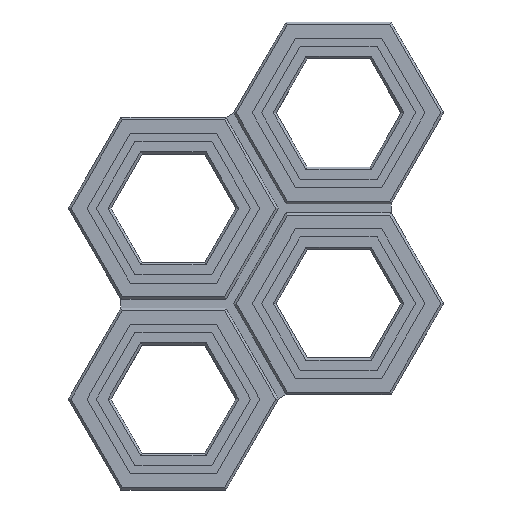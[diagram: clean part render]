
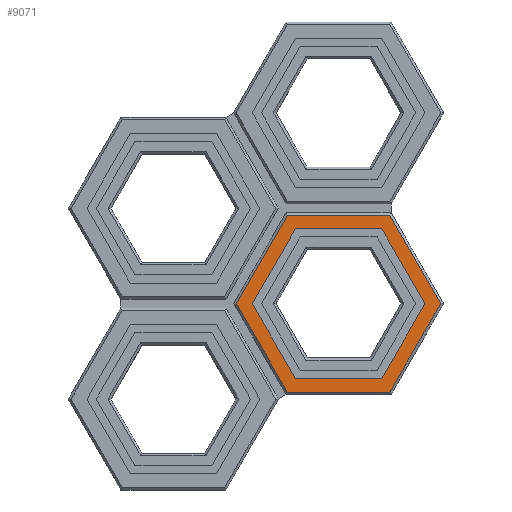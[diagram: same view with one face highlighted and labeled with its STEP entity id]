
A CAD part, top view. The second image highlights one B-rep face of the part: STEP entity #9071.
In plain terms, the highlighted planar face has unit normal (0, 0, 1).
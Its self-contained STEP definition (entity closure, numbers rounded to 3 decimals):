
#93=FACE_BOUND('',#680,.T.);
#205=FACE_OUTER_BOUND('',#679,.T.);
#679=EDGE_LOOP('',(#6225,#6226,#6227,#6228,#6229,#6230));
#680=EDGE_LOOP('',(#6231,#6232,#6233,#6234,#6235,#6236));
#1265=LINE('',#12635,#2553);
#1269=LINE('',#12643,#2557);
#1272=LINE('',#12649,#2560);
#1275=LINE('',#12655,#2563);
#1278=LINE('',#12661,#2566);
#1281=LINE('',#12666,#2569);
#1313=LINE('',#12733,#2601);
#1314=LINE('',#12735,#2602);
#1315=LINE('',#12737,#2603);
#1316=LINE('',#12739,#2604);
#1317=LINE('',#12741,#2605);
#1318=LINE('',#12742,#2606);
#2553=VECTOR('',#10261,10.);
#2557=VECTOR('',#10267,10.);
#2560=VECTOR('',#10272,10.);
#2563=VECTOR('',#10277,10.);
#2566=VECTOR('',#10282,10.);
#2569=VECTOR('',#10287,10.);
#2601=VECTOR('',#10349,10.);
#2602=VECTOR('',#10350,10.);
#2603=VECTOR('',#10351,10.);
#2604=VECTOR('',#10352,10.);
#2605=VECTOR('',#10353,10.);
#2606=VECTOR('',#10354,10.);
#3793=VERTEX_POINT('',#12633);
#3794=VERTEX_POINT('',#12634);
#3797=VERTEX_POINT('',#12642);
#3799=VERTEX_POINT('',#12648);
#3801=VERTEX_POINT('',#12654);
#3803=VERTEX_POINT('',#12660);
#3823=VERTEX_POINT('',#12731);
#3824=VERTEX_POINT('',#12732);
#3825=VERTEX_POINT('',#12734);
#3826=VERTEX_POINT('',#12736);
#3827=VERTEX_POINT('',#12738);
#3828=VERTEX_POINT('',#12740);
#4699=EDGE_CURVE('',#3793,#3794,#1265,.T.);
#4703=EDGE_CURVE('',#3797,#3793,#1269,.T.);
#4706=EDGE_CURVE('',#3799,#3797,#1272,.T.);
#4709=EDGE_CURVE('',#3801,#3799,#1275,.T.);
#4712=EDGE_CURVE('',#3803,#3801,#1278,.T.);
#4715=EDGE_CURVE('',#3794,#3803,#1281,.T.);
#4747=EDGE_CURVE('',#3823,#3824,#1313,.T.);
#4748=EDGE_CURVE('',#3825,#3823,#1314,.T.);
#4749=EDGE_CURVE('',#3826,#3825,#1315,.T.);
#4750=EDGE_CURVE('',#3827,#3826,#1316,.T.);
#4751=EDGE_CURVE('',#3828,#3827,#1317,.T.);
#4752=EDGE_CURVE('',#3824,#3828,#1318,.T.);
#6225=ORIENTED_EDGE('',*,*,#4747,.F.);
#6226=ORIENTED_EDGE('',*,*,#4748,.F.);
#6227=ORIENTED_EDGE('',*,*,#4749,.F.);
#6228=ORIENTED_EDGE('',*,*,#4750,.F.);
#6229=ORIENTED_EDGE('',*,*,#4751,.F.);
#6230=ORIENTED_EDGE('',*,*,#4752,.F.);
#6231=ORIENTED_EDGE('',*,*,#4699,.T.);
#6232=ORIENTED_EDGE('',*,*,#4715,.T.);
#6233=ORIENTED_EDGE('',*,*,#4712,.T.);
#6234=ORIENTED_EDGE('',*,*,#4709,.T.);
#6235=ORIENTED_EDGE('',*,*,#4706,.T.);
#6236=ORIENTED_EDGE('',*,*,#4703,.T.);
#8627=PLANE('',#9553);
#9071=ADVANCED_FACE('',(#205,#93),#8627,.T.);
#9553=AXIS2_PLACEMENT_3D('',#12730,#10347,#10348);
#10261=DIRECTION('',(0.5,0.866,0.));
#10267=DIRECTION('',(-0.5,0.866,0.));
#10272=DIRECTION('',(-1.,0.,0.));
#10277=DIRECTION('',(-0.5,-0.866,0.));
#10282=DIRECTION('',(0.5,-0.866,0.));
#10287=DIRECTION('',(1.,0.,0.));
#10347=DIRECTION('center_axis',(0.,0.,1.));
#10348=DIRECTION('ref_axis',(1.,0.,0.));
#10349=DIRECTION('',(-1.,0.,0.));
#10350=DIRECTION('',(-0.5,-0.866,0.));
#10351=DIRECTION('',(0.5,-0.866,0.));
#10352=DIRECTION('',(1.,0.,0.));
#10353=DIRECTION('',(0.5,0.866,0.));
#10354=DIRECTION('',(-0.5,0.866,0.));
#12633=CARTESIAN_POINT('',(82.693,-231.062,10.));
#12634=CARTESIAN_POINT('',(88.033,-221.812,10.));
#12635=CARTESIAN_POINT('',(84.028,-228.749,10.));
#12642=CARTESIAN_POINT('',(88.033,-240.312,10.));
#12643=CARTESIAN_POINT('',(86.698,-237.999,10.));
#12648=CARTESIAN_POINT('',(98.714,-240.312,10.));
#12649=CARTESIAN_POINT('',(96.044,-240.312,10.));
#12654=CARTESIAN_POINT('',(104.055,-231.062,10.));
#12655=CARTESIAN_POINT('',(102.72,-233.374,10.));
#12660=CARTESIAN_POINT('',(98.714,-221.812,10.));
#12661=CARTESIAN_POINT('',(100.049,-224.124,10.));
#12666=CARTESIAN_POINT('',(90.704,-221.812,10.));
#12730=CARTESIAN_POINT('Origin',(93.374,-231.062,10.));
#12731=CARTESIAN_POINT('',(99.696,-242.012,10.));
#12732=CARTESIAN_POINT('',(87.052,-242.012,10.));
#12733=CARTESIAN_POINT('',(90.126,-242.012,10.));
#12734=CARTESIAN_POINT('',(106.018,-231.062,10.));
#12735=CARTESIAN_POINT('',(101.233,-239.349,10.));
#12736=CARTESIAN_POINT('',(99.696,-220.112,10.));
#12737=CARTESIAN_POINT('',(104.481,-228.399,10.));
#12738=CARTESIAN_POINT('',(87.052,-220.112,10.));
#12739=CARTESIAN_POINT('',(96.621,-220.112,10.));
#12740=CARTESIAN_POINT('',(80.73,-231.062,10.));
#12741=CARTESIAN_POINT('',(85.515,-222.774,10.));
#12742=CARTESIAN_POINT('',(82.267,-233.724,10.));
